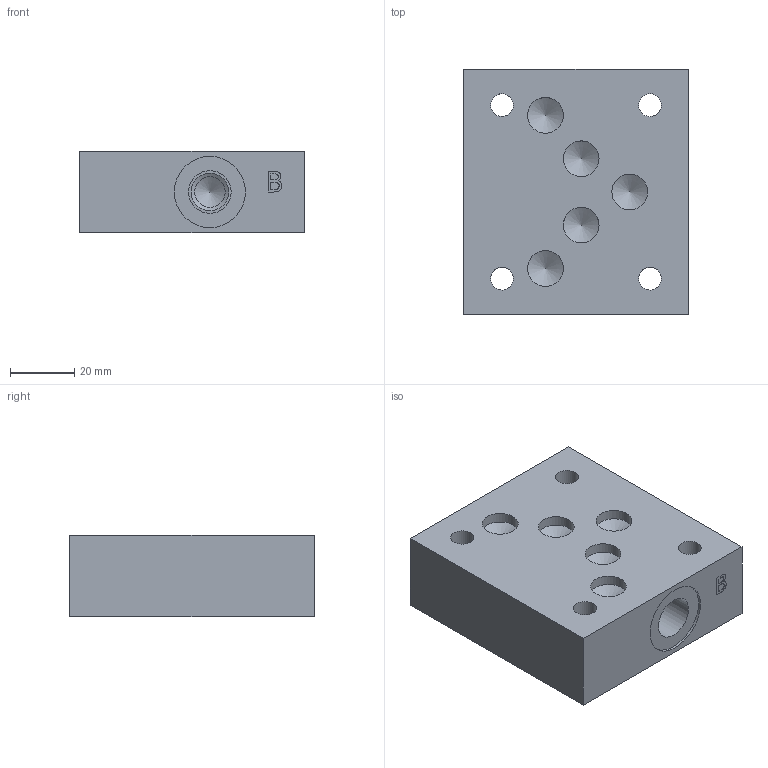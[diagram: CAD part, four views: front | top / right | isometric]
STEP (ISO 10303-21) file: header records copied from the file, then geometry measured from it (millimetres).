
FILE_DESCRIPTION(/* description */ (''),/* implementation_level */ '2;1');
FILE_NAME(/* name */ '_D05TPAB4B.stp',/* time_stamp */ '2021-12-28T09:59:31-05:00',/* author */ ('jrf'),/* organization */ (''),/* preprocessor_version */ 'ST-DEVELOPER v18.1',/* originating_system */ 'Autodesk Inventor 2022',/* authorisation */ '');
FILE_SCHEMA (('AUTOMOTIVE_DESIGN { 1 0 10303 214 3 1 1 }'));
Length unit declared in the file: millimetre
Products named in the file (1): Part_AD05TPAB4B.B01864R4_3D
Bounding box: 69.85 x 76.2 x 25.4 mm (x, y, z)
Volume: 121105.2 mm3; surface area: 22942.5 mm2
Topology: 1 solids, 1 shells, 427 faces, 1124 edges, 744 vertices
Faces by surface type: plane 287, bspline 91, cylinder 31, cone 18
Full cylindrical faces by diameter (mm): 7.137 x4, 9.525 x2, 11.113 x6, 11.125 x4, 11.684 x2, 13.259 x2, 15.875 x5, 22.123 x2
Entity records: 13906 total; most frequent: CARTESIAN_POINT 3549, ORIENTED_EDGE 2224, DIRECTION 1666, EDGE_CURVE 1112, LINE 860, VECTOR 860, VERTEX_POINT 744, EDGE_LOOP 492
